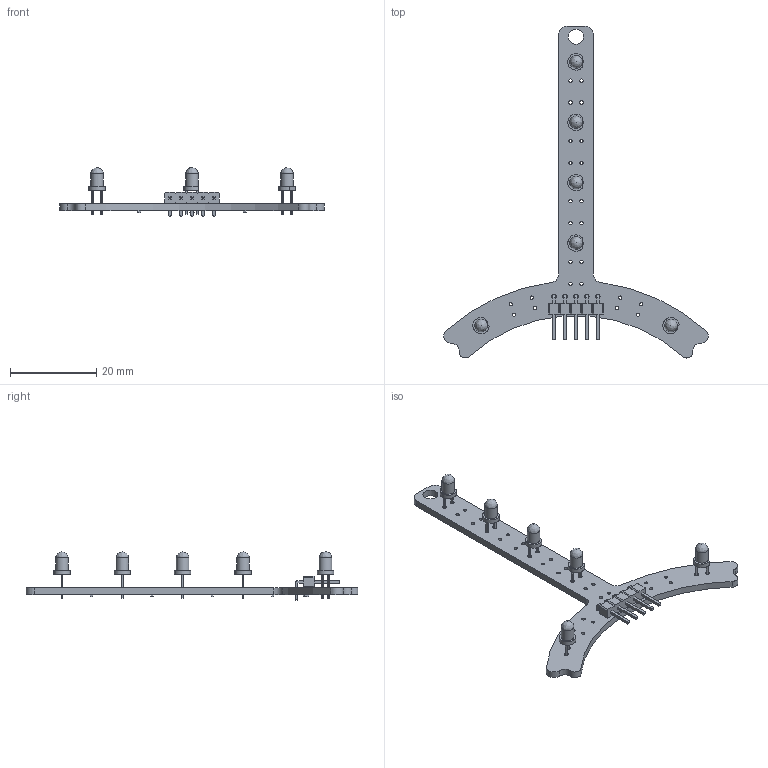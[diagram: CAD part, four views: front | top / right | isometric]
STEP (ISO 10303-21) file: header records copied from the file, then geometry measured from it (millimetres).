
FILE_DESCRIPTION(('KiCad electronic assembly'),'2;1');
FILE_NAME('line_sensor_right.step','2022-10-12T17:17:41',('Pcbnew'),( 'Kicad'),'Open CASCADE STEP processor 7.6','KiCad to STEP converter' ,'Unknown');
FILE_SCHEMA(('AUTOMOTIVE_DESIGN { 1 0 10303 214 1 1 1 1 }'));
Length unit declared in the file: millimetre
Products named in the file (8): line_sensor_right 1; LED_D3.0mm_Clear; SOLID; PinHeader_1x05_P2.54mm_Horizontal; C_0402_1005Metric; line_sensor_right PCB
Assembly tree (17 placements, depth 3):
  line_sensor_right 1
    LED_D3.0mm_Clear  x6
      SOLID
    PinHeader_1x05_P2.54mm_Horizontal
      SOLID
    C_0402_1005Metric  x6
      SOLID
    line_sensor_right PCB
Bounding box: 61.16 x 76.81 x 11.3 mm (x, y, z)
Volume: 1832.2 mm3; surface area: 3276.6 mm2
Topology: 14 solids, 14 shells, 463 faces, 1157 edges, 756 vertices
Faces by surface type: bspline 403, cylinder 55, plane 5
Full cylindrical faces by diameter (mm): 0.762 x24, 0.9 x12, 1 x5, 3.5 x1
Entity records: 15833 total; most frequent: CARTESIAN_POINT 4673, B_SPLINE_CURVE_WITH_KNOTS 1265, ORIENTED_EDGE 1242, PCURVE 1242, DEFINITIONAL_REPRESENTATION 1242, DIRECTION 788, EDGE_CURVE 621, SURFACE_CURVE 577
